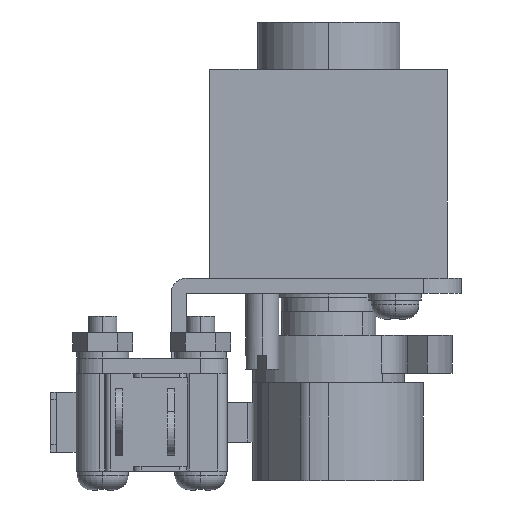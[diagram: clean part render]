
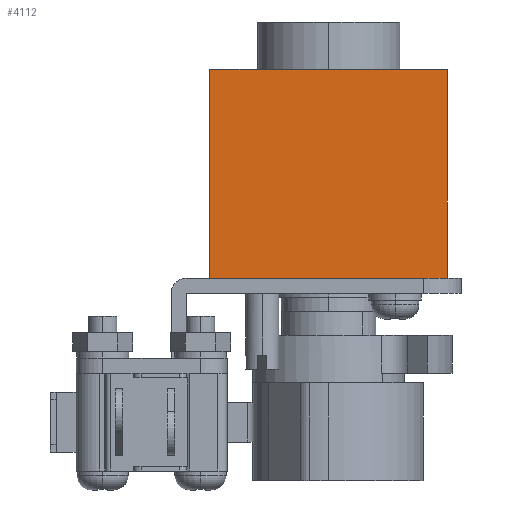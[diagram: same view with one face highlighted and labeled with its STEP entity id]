
A CAD part, left-side view. The second image highlights one B-rep face of the part: STEP entity #4112.
In plain terms, the highlighted planar face has unit normal (-1, 0, 0).
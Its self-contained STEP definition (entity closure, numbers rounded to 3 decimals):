
#1526 = CARTESIAN_POINT ( 'NONE',  ( -12.5, 12.5, -5. ) ) ;
#1527 = CARTESIAN_POINT ( 'NONE',  ( -12.5, -12.5, -5. ) ) ;
#1530 = CARTESIAN_POINT ( 'NONE',  ( -12.5, 12.5, -27. ) ) ;
#1531 = CARTESIAN_POINT ( 'NONE',  ( -12.5, -12.5, -27. ) ) ;
#2804 = VERTEX_POINT ( 'NONE', #1526 ) ;
#2805 = VERTEX_POINT ( 'NONE', #1527 ) ;
#2808 = VERTEX_POINT ( 'NONE', #1530 ) ;
#2809 = VERTEX_POINT ( 'NONE', #1531 ) ;
#4112 = ADVANCED_FACE ( 'NONE', ( #9010 ), #5927, .T. ) ;
#4316 = CARTESIAN_POINT ( 'NONE',  ( -12.5, 12.5, -5. ) ) ;
#4317 = DIRECTION ( 'NONE',  ( 0., -1., 0. ) ) ;
#4320 = CARTESIAN_POINT ( 'NONE',  ( -12.5, 12.5, -27. ) ) ;
#4321 = DIRECTION ( 'NONE',  ( 0., -1., 0. ) ) ;
#4324 = CARTESIAN_POINT ( 'NONE',  ( -12.5, 12.5, -62.355 ) ) ;
#4325 = DIRECTION ( 'NONE',  ( 0., 0., 1. ) ) ;
#4326 = CARTESIAN_POINT ( 'NONE',  ( -12.5, -12.5, -62.355 ) ) ;
#4327 = DIRECTION ( 'NONE',  ( 0., 0., 1. ) ) ;
#5608 = VECTOR ( 'NONE', #4317, 1000. ) ;
#5610 = VECTOR ( 'NONE', #4321, 1000. ) ;
#5612 = VECTOR ( 'NONE', #4325, 1000. ) ;
#5613 = VECTOR ( 'NONE', #4327, 1000. ) ;
#5927 = PLANE ( 'NONE',  #8023 ) ;
#5928 = CARTESIAN_POINT ( 'NONE',  ( -12.5, 12.5, -62.355 ) ) ;
#5929 = DIRECTION ( 'NONE',  ( -1., 0., 0. ) ) ;
#5930 = DIRECTION ( 'NONE',  ( 0., -1., 0. ) ) ;
#7387 = EDGE_CURVE ( 'NONE', #2804, #2805, #12411, .T. ) ;
#7389 = EDGE_CURVE ( 'NONE', #2808, #2809, #12413, .T. ) ;
#7391 = EDGE_CURVE ( 'NONE', #2808, #2804, #12415, .T. ) ;
#7392 = EDGE_CURVE ( 'NONE', #2809, #2805, #12416, .T. ) ;
#8023 = AXIS2_PLACEMENT_3D ( 'NONE', #5928, #5929, #5930 ) ;
#9010 = FACE_OUTER_BOUND ( 'NONE', #11227, .T. ) ;
#10617 = ORIENTED_EDGE ( 'NONE', *, *, #7391, .F. ) ;
#10618 = ORIENTED_EDGE ( 'NONE', *, *, #7392, .T. ) ;
#10619 = ORIENTED_EDGE ( 'NONE', *, *, #7389, .T. ) ;
#10620 = ORIENTED_EDGE ( 'NONE', *, *, #7387, .F. ) ;
#11227 = EDGE_LOOP ( 'NONE', ( #10617, #10619, #10618, #10620 ) ) ;
#12411 = LINE ( 'NONE', #4316, #5608 ) ;
#12413 = LINE ( 'NONE', #4320, #5610 ) ;
#12415 = LINE ( 'NONE', #4324, #5612 ) ;
#12416 = LINE ( 'NONE', #4326, #5613 ) ;
